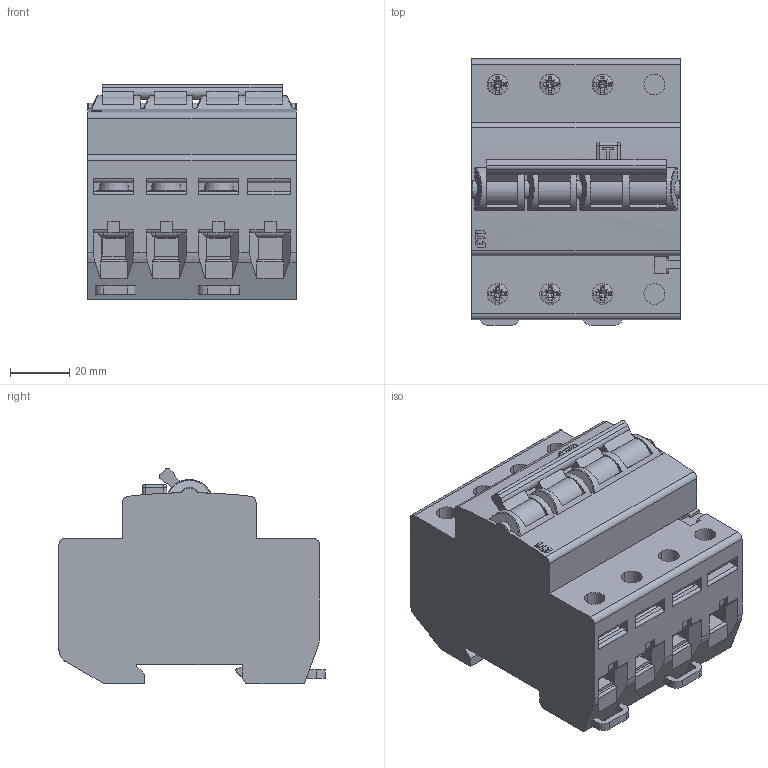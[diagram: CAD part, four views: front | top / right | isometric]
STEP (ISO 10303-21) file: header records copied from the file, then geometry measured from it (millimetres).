
FILE_DESCRIPTION((''),'2;1');
FILE_NAME('ASTI_KZS_4M_3P_ASM','2017-09-19T',('nejc.strous'),('Audax d.o.o.'),'CREO PARAMETRIC BY PTC INC, 2015380','CREO PARAMETRIC BY PTC INC, 2015380','');
FILE_SCHEMA(('AUTOMOTIVE_DESIGN { 1 0 10303 214 1 1 1 1 }'));
Length unit declared in the file: millimetre
Products named in the file (3): GHOST; ASSY_03; ASTI_KZS_4M_3P_ASM
Assembly tree (2 placements, depth 2):
  ASTI_KZS_4M_3P_ASM
    GHOST
    ASSY_03
Bounding box: 70.4 x 89.8 x 72.79 mm (x, y, z)
Volume: 319062.1 mm3; surface area: 40612.3 mm2
Topology: 1 solids, 8 shells, 918 faces, 2654 edges, 1754 vertices
Faces by surface type: plane 641, cylinder 188, cone 51, sphere 20, torus 14, bspline 4
Entity records: 47248 total; most frequent: CARTESIAN_POINT 7621, ORIENTED_EDGE 5244, DIRECTION 4664, PRESENTATION_STYLE_ASSIGNMENT 3553, STYLED_ITEM 3358, CURVE_STYLE 2630, EDGE_CURVE 2630, VERTEX_POINT 1752
